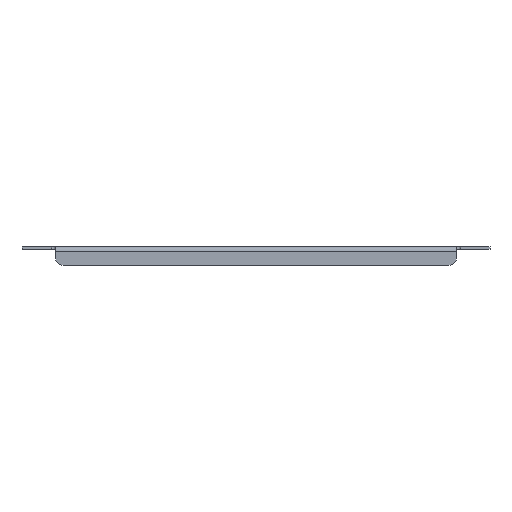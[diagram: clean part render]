
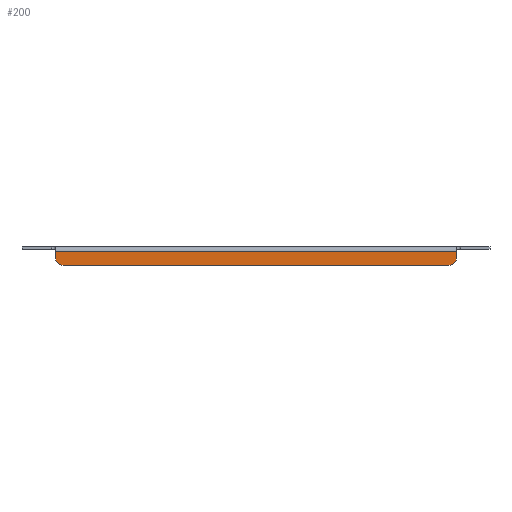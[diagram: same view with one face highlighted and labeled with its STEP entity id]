
A CAD part, front view. The second image highlights one B-rep face of the part: STEP entity #200.
In plain terms, the highlighted planar face has unit normal (0, -1, 0).
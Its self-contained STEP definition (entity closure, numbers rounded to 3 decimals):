
#25 = DIRECTION ( 'NONE',  ( 1., 0., 0. ) ) ;
#35 = CIRCLE ( 'NONE', #1156, 5. ) ;
#200 = ADVANCED_FACE ( 'NONE', ( #961 ), #1582, .T. ) ;
#227 = AXIS2_PLACEMENT_3D ( 'NONE', #1407, #784, #25 ) ;
#238 = DIRECTION ( 'NONE',  ( 1., 0., 0. ) ) ;
#276 = ORIENTED_EDGE ( 'NONE', *, *, #433, .T. ) ;
#284 = LINE ( 'NONE', #584, #1939 ) ;
#294 = EDGE_CURVE ( 'NONE', #520, #404, #731, .T. ) ;
#308 = ORIENTED_EDGE ( 'NONE', *, *, #687, .T. ) ;
#313 = EDGE_LOOP ( 'NONE', ( #1135, #700, #899, #1694, #308, #276 ) ) ;
#381 = CARTESIAN_POINT ( 'NONE',  ( 0., -50., 47.193 ) ) ;
#404 = VERTEX_POINT ( 'NONE', #1560 ) ;
#433 = EDGE_CURVE ( 'NONE', #1376, #404, #1906, .T. ) ;
#435 = CARTESIAN_POINT ( 'NONE',  ( 154., -50., -12. ) ) ;
#447 = DIRECTION ( 'NONE',  ( 0., 0., 1. ) ) ;
#520 = VERTEX_POINT ( 'NONE', #806 ) ;
#542 = VECTOR ( 'NONE', #1968, 1000. ) ;
#555 = LINE ( 'NONE', #435, #570 ) ;
#570 = VECTOR ( 'NONE', #238, 1000. ) ;
#584 = CARTESIAN_POINT ( 'NONE',  ( 0., -50., -3. ) ) ;
#587 = DIRECTION ( 'NONE',  ( 1., 0., 0. ) ) ;
#592 = LINE ( 'NONE', #1678, #1590 ) ;
#665 = DIRECTION ( 'NONE',  ( 0., -1., 0. ) ) ;
#687 = EDGE_CURVE ( 'NONE', #1198, #1376, #555, .T. ) ;
#700 = ORIENTED_EDGE ( 'NONE', *, *, #1445, .T. ) ;
#701 = AXIS2_PLACEMENT_3D ( 'NONE', #381, #665, #1130 ) ;
#731 = LINE ( 'NONE', #1348, #542 ) ;
#784 = DIRECTION ( 'NONE',  ( 0., -1., 0. ) ) ;
#806 = CARTESIAN_POINT ( 'NONE',  ( 132., -50., -3. ) ) ;
#899 = ORIENTED_EDGE ( 'NONE', *, *, #1485, .F. ) ;
#961 = FACE_OUTER_BOUND ( 'NONE', #313, .T. ) ;
#985 = CARTESIAN_POINT ( 'NONE',  ( -132., -50., -3. ) ) ;
#1028 = EDGE_CURVE ( 'NONE', #1426, #1198, #35, .T. ) ;
#1124 = VERTEX_POINT ( 'NONE', #985 ) ;
#1130 = DIRECTION ( 'NONE',  ( 1., 0., 0. ) ) ;
#1135 = ORIENTED_EDGE ( 'NONE', *, *, #294, .F. ) ;
#1156 = AXIS2_PLACEMENT_3D ( 'NONE', #1521, #1553, #587 ) ;
#1185 = DIRECTION ( 'NONE',  ( -1., 0., 0. ) ) ;
#1198 = VERTEX_POINT ( 'NONE', #1756 ) ;
#1203 = CARTESIAN_POINT ( 'NONE',  ( -132., -50., -7. ) ) ;
#1348 = CARTESIAN_POINT ( 'NONE',  ( 132., -50., -12. ) ) ;
#1376 = VERTEX_POINT ( 'NONE', #1476 ) ;
#1407 = CARTESIAN_POINT ( 'NONE',  ( 127., -50., -7. ) ) ;
#1426 = VERTEX_POINT ( 'NONE', #1203 ) ;
#1445 = EDGE_CURVE ( 'NONE', #520, #1124, #284, .T. ) ;
#1476 = CARTESIAN_POINT ( 'NONE',  ( 127., -50., -12. ) ) ;
#1485 = EDGE_CURVE ( 'NONE', #1426, #1124, #592, .T. ) ;
#1521 = CARTESIAN_POINT ( 'NONE',  ( -127., -50., -7. ) ) ;
#1553 = DIRECTION ( 'NONE',  ( 0., -1., 0. ) ) ;
#1560 = CARTESIAN_POINT ( 'NONE',  ( 132., -50., -7. ) ) ;
#1582 = PLANE ( 'NONE',  #701 ) ;
#1590 = VECTOR ( 'NONE', #447, 1000. ) ;
#1678 = CARTESIAN_POINT ( 'NONE',  ( -132., -50., -12. ) ) ;
#1694 = ORIENTED_EDGE ( 'NONE', *, *, #1028, .T. ) ;
#1756 = CARTESIAN_POINT ( 'NONE',  ( -127., -50., -12. ) ) ;
#1906 = CIRCLE ( 'NONE', #227, 5. ) ;
#1939 = VECTOR ( 'NONE', #1185, 1000. ) ;
#1968 = DIRECTION ( 'NONE',  ( 0., 0., -1. ) ) ;
